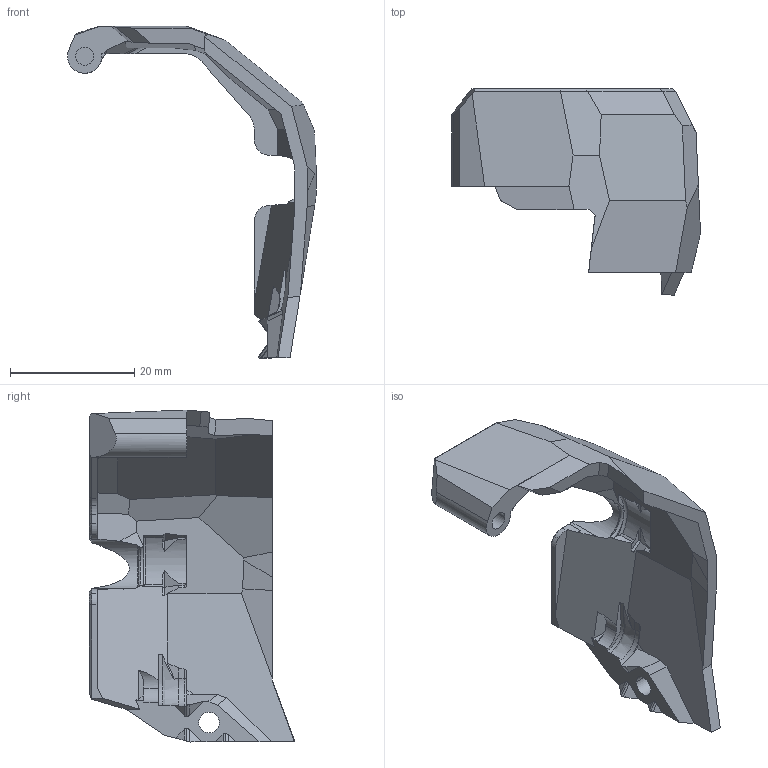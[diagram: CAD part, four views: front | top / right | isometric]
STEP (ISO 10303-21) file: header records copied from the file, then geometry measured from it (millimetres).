
FILE_DESCRIPTION (( 'STEP AP214' ), '1' );
FILE_NAME ('盄擢欶.STEP', '2023-10-22T14:35:51', ( '' ), ( '' ), 'SwSTEP 2.0', 'SolidWorks 2022', '' );
FILE_SCHEMA (( 'AUTOMOTIVE_DESIGN' ));
Length unit declared in the file: millimetre
Products named in the file (1): 线缆罩
Bounding box: 40 x 33.06 x 53.34 mm (x, y, z)
Volume: 4876.2 mm3; surface area: 5021.3 mm2
Topology: 1 solids, 1 shells, 188 faces, 527 edges, 342 vertices
Faces by surface type: plane 137, cylinder 29, cone 14, bspline 5, torus 3
Entity records: 6655 total; most frequent: CARTESIAN_POINT 1956, ORIENTED_EDGE 1054, DIRECTION 872, EDGE_CURVE 527, VECTOR 390, LINE 390, VERTEX_POINT 342, AXIS2_PLACEMENT_3D 241
